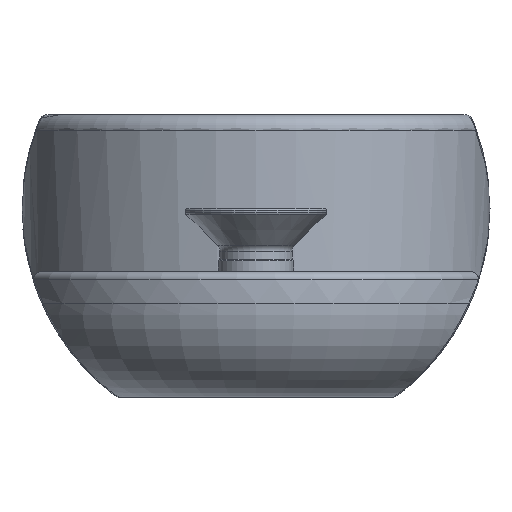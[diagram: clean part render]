
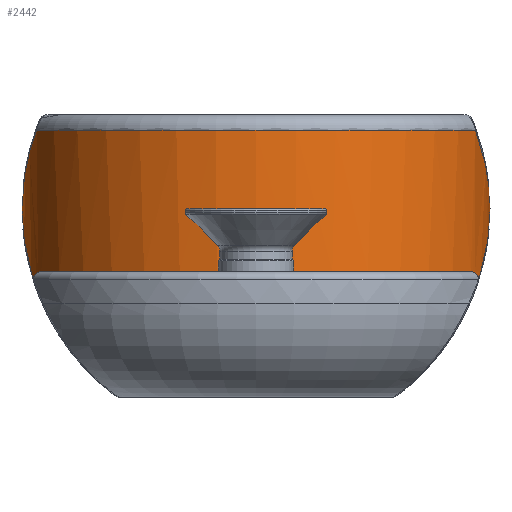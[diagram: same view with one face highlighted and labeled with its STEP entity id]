
A CAD part, front view. The second image highlights one B-rep face of the part: STEP entity #2442.
In plain terms, the highlighted cylindrical face has radius 14.9 mm (diameter 29.8 mm), a partial arc.
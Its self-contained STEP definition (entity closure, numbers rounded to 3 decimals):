
#155=B_SPLINE_CURVE_WITH_KNOTS('',3,(#4437,#4438,#4439,#4440,#4441,#4442),
 .UNSPECIFIED.,.F.,.F.,(4,2,4),(1.395,1.961,1.963),
 .UNSPECIFIED.);
#158=B_SPLINE_CURVE_WITH_KNOTS('',3,(#4470,#4471,#4472,#4473),
 .UNSPECIFIED.,.F.,.F.,(4,4),(1.333,1.395),
 .UNSPECIFIED.);
#159=B_SPLINE_CURVE_WITH_KNOTS('',3,(#4495,#4496,#4497,#4498,#4499,#4500,
#4501,#4502,#4503,#4504),.UNSPECIFIED.,.F.,.F.,(4,2,2,2,4),(-0.15,
-0.058,-0.017,-0.009,-0.006),
 .UNSPECIFIED.);
#173=B_SPLINE_CURVE_WITH_KNOTS('',3,(#5027,#5028,#5029,#5030,#5031,#5032),
 .UNSPECIFIED.,.F.,.F.,(4,2,4),(-0.002,0.,0.566),
 .UNSPECIFIED.);
#174=B_SPLINE_CURVE_WITH_KNOTS('',3,(#5034,#5035,#5036,#5037),
 .UNSPECIFIED.,.F.,.F.,(4,4),(0.566,0.629),
 .UNSPECIFIED.);
#176=B_SPLINE_CURVE_WITH_KNOTS('',3,(#5058,#5059,#5060,#5061,#5062,#5063,
#5064,#5065,#5066,#5067),.UNSPECIFIED.,.F.,.F.,(4,2,2,2,4),(-0.556,
-0.556,-0.549,-0.523,-0.412),
 .UNSPECIFIED.);
#183=B_SPLINE_CURVE_WITH_KNOTS('',3,(#5384,#5385,#5386,#5387,#5388,#5389),
 .UNSPECIFIED.,.F.,.F.,(4,2,4),(0.,0.71,0.713),
 .UNSPECIFIED.);
#193=B_SPLINE_CURVE_WITH_KNOTS('',3,(#5537,#5538,#5539,#5540,#5541,#5542),
 .UNSPECIFIED.,.F.,.F.,(4,2,4),(-0.002,0.,0.71),
 .UNSPECIFIED.);
#276=CYLINDRICAL_SURFACE('',#2745,14.9);
#416=FACE_OUTER_BOUND('',#571,.T.);
#571=EDGE_LOOP('',(#2172,#2173,#2174,#2175,#2176,#2177,#2178,#2179,#2180,
#2181));
#912=CIRCLE('',#2740,14.9);
#914=CIRCLE('',#2743,14.9);
#1084=VERTEX_POINT('',#4435);
#1085=VERTEX_POINT('',#4436);
#1087=VERTEX_POINT('',#4450);
#1094=VERTEX_POINT('',#4493);
#1123=VERTEX_POINT('',#5019);
#1124=VERTEX_POINT('',#5026);
#1125=VERTEX_POINT('',#5033);
#1126=VERTEX_POINT('',#5055);
#1133=VERTEX_POINT('',#5323);
#1142=VERTEX_POINT('',#5528);
#1400=EDGE_CURVE('',#1084,#1085,#155,.T.);
#1403=EDGE_CURVE('',#1087,#1084,#158,.T.);
#1414=EDGE_CURVE('',#1094,#1087,#159,.T.);
#1459=EDGE_CURVE('',#1123,#1124,#173,.T.);
#1460=EDGE_CURVE('',#1124,#1125,#174,.T.);
#1464=EDGE_CURVE('',#1125,#1126,#176,.T.);
#1479=EDGE_CURVE('',#1133,#1123,#183,.T.);
#1494=EDGE_CURVE('',#1085,#1142,#193,.T.);
#1516=EDGE_CURVE('',#1094,#1126,#912,.T.);
#1518=EDGE_CURVE('',#1142,#1133,#914,.T.);
#2172=ORIENTED_EDGE('',*,*,#1494,.F.);
#2173=ORIENTED_EDGE('',*,*,#1400,.F.);
#2174=ORIENTED_EDGE('',*,*,#1403,.F.);
#2175=ORIENTED_EDGE('',*,*,#1414,.F.);
#2176=ORIENTED_EDGE('',*,*,#1516,.T.);
#2177=ORIENTED_EDGE('',*,*,#1464,.F.);
#2178=ORIENTED_EDGE('',*,*,#1460,.F.);
#2179=ORIENTED_EDGE('',*,*,#1459,.F.);
#2180=ORIENTED_EDGE('',*,*,#1479,.F.);
#2181=ORIENTED_EDGE('',*,*,#1518,.F.);
#2442=ADVANCED_FACE('',(#416),#276,.T.);
#2740=AXIS2_PLACEMENT_3D('',#5771,#3388,#3389);
#2743=AXIS2_PLACEMENT_3D('',#5775,#3394,#3395);
#2745=AXIS2_PLACEMENT_3D('',#5777,#3398,#3399);
#3388=DIRECTION('center_axis',(0.,0.,1.));
#3389=DIRECTION('ref_axis',(1.,0.,0.));
#3394=DIRECTION('center_axis',(0.,0.,1.));
#3395=DIRECTION('ref_axis',(1.,0.,0.));
#3398=DIRECTION('center_axis',(0.,0.,1.));
#3399=DIRECTION('ref_axis',(0.,-1.,0.));
#4435=CARTESIAN_POINT('',(-14.314,-4.139,0.));
#4436=CARTESIAN_POINT('',(-14.9,0.,4.));
#4437=CARTESIAN_POINT('Ctrl Pts',(-14.314,-4.139,0.));
#4438=CARTESIAN_POINT('Ctrl Pts',(-14.708,-2.777,1.316));
#4439=CARTESIAN_POINT('Ctrl Pts',(-14.898,-1.394,2.652));
#4440=CARTESIAN_POINT('Ctrl Pts',(-14.9,-0.01,
3.99));
#4441=CARTESIAN_POINT('Ctrl Pts',(-14.9,-0.005,3.995));
#4442=CARTESIAN_POINT('Ctrl Pts',(-14.9,0.,4.));
#4450=CARTESIAN_POINT('',(-14.175,-4.592,-0.437));
#4470=CARTESIAN_POINT('Ctrl Pts',(-14.175,-4.592,-0.437));
#4471=CARTESIAN_POINT('Ctrl Pts',(-14.224,-4.441,-0.292));
#4472=CARTESIAN_POINT('Ctrl Pts',(-14.27,-4.29,-0.146));
#4473=CARTESIAN_POINT('Ctrl Pts',(-14.314,-4.139,0.));
#4493=CARTESIAN_POINT('',(-13.679,-5.908,0.));
#4495=CARTESIAN_POINT('Ctrl Pts',(-13.679,-5.908,0.));
#4496=CARTESIAN_POINT('Ctrl Pts',(-13.801,-5.625,0.));
#4497=CARTESIAN_POINT('Ctrl Pts',(-13.934,-5.285,-0.048));
#4498=CARTESIAN_POINT('Ctrl Pts',(-14.076,-4.889,-0.19));
#4499=CARTESIAN_POINT('Ctrl Pts',(-14.124,-4.746,-0.252));
#4500=CARTESIAN_POINT('Ctrl Pts',(-14.161,-4.634,-0.366));
#4501=CARTESIAN_POINT('Ctrl Pts',(-14.167,-4.615,-0.39));
#4502=CARTESIAN_POINT('Ctrl Pts',(-14.173,-4.598,-0.423));
#4503=CARTESIAN_POINT('Ctrl Pts',(-14.174,-4.594,-0.43));
#4504=CARTESIAN_POINT('Ctrl Pts',(-14.175,-4.592,-0.437));
#5019=CARTESIAN_POINT('',(14.9,0.,4.));
#5026=CARTESIAN_POINT('',(14.314,-4.139,0.));
#5027=CARTESIAN_POINT('Ctrl Pts',(14.9,0.,4.));
#5028=CARTESIAN_POINT('Ctrl Pts',(14.9,-0.005,3.995));
#5029=CARTESIAN_POINT('Ctrl Pts',(14.9,-0.01,
3.99));
#5030=CARTESIAN_POINT('Ctrl Pts',(14.898,-1.394,2.652));
#5031=CARTESIAN_POINT('Ctrl Pts',(14.708,-2.777,1.316));
#5032=CARTESIAN_POINT('Ctrl Pts',(14.314,-4.139,0.));
#5033=CARTESIAN_POINT('',(14.175,-4.592,-0.437));
#5034=CARTESIAN_POINT('Ctrl Pts',(14.314,-4.139,0.));
#5035=CARTESIAN_POINT('Ctrl Pts',(14.27,-4.29,-0.146));
#5036=CARTESIAN_POINT('Ctrl Pts',(14.224,-4.441,-0.292));
#5037=CARTESIAN_POINT('Ctrl Pts',(14.175,-4.592,-0.437));
#5055=CARTESIAN_POINT('',(13.679,-5.908,0.));
#5058=CARTESIAN_POINT('Ctrl Pts',(14.175,-4.592,-0.437));
#5059=CARTESIAN_POINT('Ctrl Pts',(14.175,-4.592,-0.437));
#5060=CARTESIAN_POINT('Ctrl Pts',(14.175,-4.592,-0.436));
#5061=CARTESIAN_POINT('Ctrl Pts',(14.172,-4.601,-0.413));
#5062=CARTESIAN_POINT('Ctrl Pts',(14.168,-4.614,-0.394));
#5063=CARTESIAN_POINT('Ctrl Pts',(14.146,-4.679,-0.309));
#5064=CARTESIAN_POINT('Ctrl Pts',(14.118,-4.765,-0.256));
#5065=CARTESIAN_POINT('Ctrl Pts',(13.983,-5.156,-0.059));
#5066=CARTESIAN_POINT('Ctrl Pts',(13.826,-5.567,0.));
#5067=CARTESIAN_POINT('Ctrl Pts',(13.679,-5.908,0.));
#5323=CARTESIAN_POINT('',(13.973,-5.174,9.));
#5384=CARTESIAN_POINT('Ctrl Pts',(13.973,-5.174,9.));
#5385=CARTESIAN_POINT('Ctrl Pts',(14.594,-3.497,7.38));
#5386=CARTESIAN_POINT('Ctrl Pts',(14.898,-1.75,5.691));
#5387=CARTESIAN_POINT('Ctrl Pts',(14.9,-0.011,
4.011));
#5388=CARTESIAN_POINT('Ctrl Pts',(14.9,-0.006,4.006));
#5389=CARTESIAN_POINT('Ctrl Pts',(14.9,0.,4.));
#5528=CARTESIAN_POINT('',(-13.973,-5.174,9.));
#5537=CARTESIAN_POINT('Ctrl Pts',(-14.9,0.,4.));
#5538=CARTESIAN_POINT('Ctrl Pts',(-14.9,-0.006,4.006));
#5539=CARTESIAN_POINT('Ctrl Pts',(-14.9,-0.011,
4.011));
#5540=CARTESIAN_POINT('Ctrl Pts',(-14.898,-1.75,5.691));
#5541=CARTESIAN_POINT('Ctrl Pts',(-14.594,-3.497,7.38));
#5542=CARTESIAN_POINT('Ctrl Pts',(-13.973,-5.174,9.));
#5771=CARTESIAN_POINT('Origin',(0.,0.,0.));
#5775=CARTESIAN_POINT('Origin',(0.,0.,9.));
#5777=CARTESIAN_POINT('Origin',(0.,0.,4.5));
